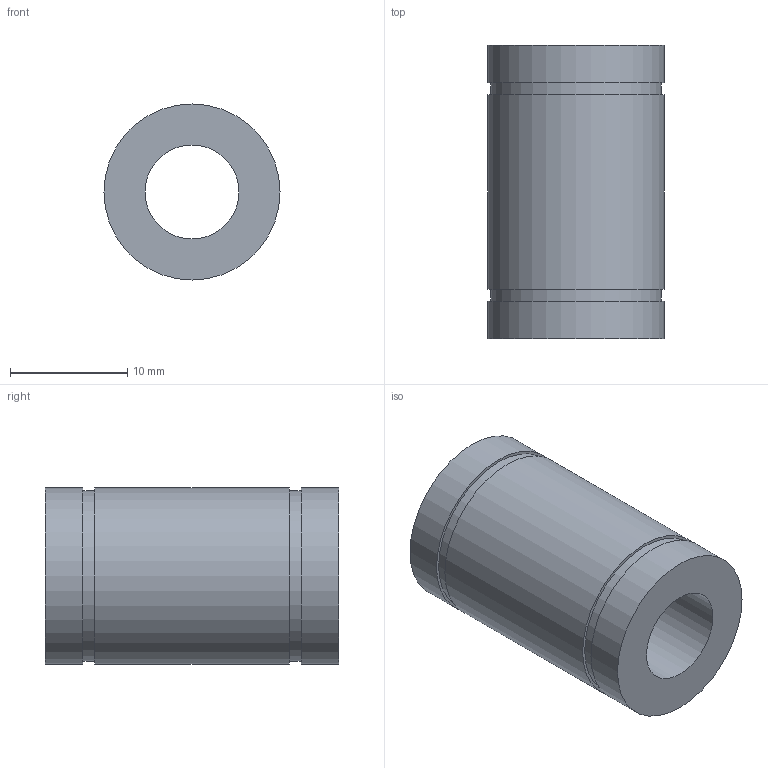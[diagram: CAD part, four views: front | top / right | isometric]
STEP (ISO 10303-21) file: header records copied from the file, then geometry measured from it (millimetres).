
FILE_DESCRIPTION(('FreeCAD Model'),'2;1');
FILE_NAME('linear-bearing-lm8uu.step','2019-06-22T13:08:45',(''),(''), 'Open CASCADE STEP processor 7.3','FreeCAD','Unknown');
FILE_SCHEMA(('AUTOMOTIVE_DESIGN { 1 0 10303 214 1 1 1 1 }'));
Length unit declared in the file: millimetre
Products named in the file (1): linear-bearing-lm8uu
Bounding box: 15 x 25 x 15 mm (x, y, z)
Volume: 3138.1 mm3; surface area: 2102.5 mm2
Topology: 1 solids, 1 shells, 12 faces, 18 edges, 12 vertices
Faces by surface type: plane 6, cylinder 6
Full cylindrical faces by diameter (mm): 8 x1, 14.5 x2, 15 x3
Entity records: 533 total; most frequent: DIRECTION 92, CARTESIAN_POINT 79, ORIENTED_EDGE 36, PCURVE 36, DEFINITIONAL_REPRESENTATION 36, LINE 30, VECTOR 30, AXIS2_PLACEMENT_3D 25
